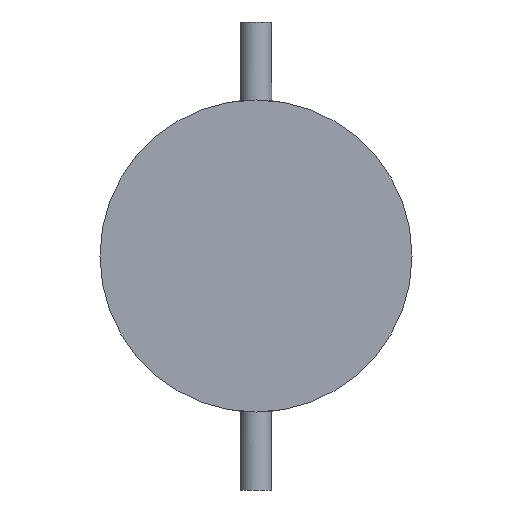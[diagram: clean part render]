
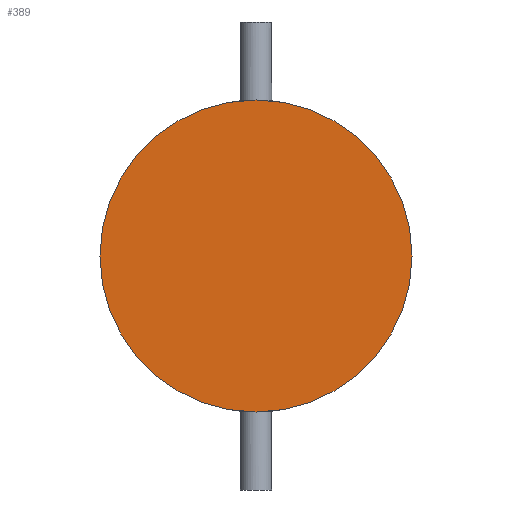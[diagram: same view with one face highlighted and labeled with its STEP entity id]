
A CAD part, front view. The second image highlights one B-rep face of the part: STEP entity #389.
In plain terms, the highlighted planar face has unit normal (0, -1, 0).
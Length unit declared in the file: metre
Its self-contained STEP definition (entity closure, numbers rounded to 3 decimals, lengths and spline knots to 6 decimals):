
#11 = AXIS2_PLACEMENT_3D ( 'NONE', #444, #421, #101 ) ;
#84 = DIRECTION ( 'NONE',  ( 0., 1., 0. ) ) ;
#101 = DIRECTION ( 'NONE',  ( 0., 0., 1. ) ) ;
#120 = CARTESIAN_POINT ( 'NONE',  ( 0., 0., -0.3 ) ) ;
#149 = ORIENTED_EDGE ( 'NONE', *, *, #202, .F. ) ;
#154 = EDGE_LOOP ( 'NONE', ( #524, #149 ) ) ;
#164 = CARTESIAN_POINT ( 'NONE',  ( 0., 0., 0. ) ) ;
#194 = CARTESIAN_POINT ( 'NONE',  ( 0., 0., 0.3 ) ) ;
#202 = EDGE_CURVE ( 'NONE', #527, #346, #552, .T. ) ;
#203 = PLANE ( 'NONE',  #11 ) ;
#249 = EDGE_CURVE ( 'NONE', #346, #527, #275, .T. ) ;
#275 = CIRCLE ( 'NONE', #519, 0.3 ) ;
#301 = DIRECTION ( 'NONE',  ( 0., 0., 1. ) ) ;
#315 = AXIS2_PLACEMENT_3D ( 'NONE', #164, #84, #396 ) ;
#346 = VERTEX_POINT ( 'NONE', #120 ) ;
#389 = ADVANCED_FACE ( 'NONE', ( #456 ), #203, .F. ) ;
#396 = DIRECTION ( 'NONE',  ( 0., 0., 1. ) ) ;
#406 = CARTESIAN_POINT ( 'NONE',  ( 0., 0., 0. ) ) ;
#421 = DIRECTION ( 'NONE',  ( 0., 1., 0. ) ) ;
#440 = DIRECTION ( 'NONE',  ( 0., 1., 0. ) ) ;
#444 = CARTESIAN_POINT ( 'NONE',  ( 0., 0., 0. ) ) ;
#456 = FACE_OUTER_BOUND ( 'NONE', #154, .T. ) ;
#519 = AXIS2_PLACEMENT_3D ( 'NONE', #406, #440, #301 ) ;
#524 = ORIENTED_EDGE ( 'NONE', *, *, #249, .F. ) ;
#527 = VERTEX_POINT ( 'NONE', #194 ) ;
#552 = CIRCLE ( 'NONE', #315, 0.3 ) ;
